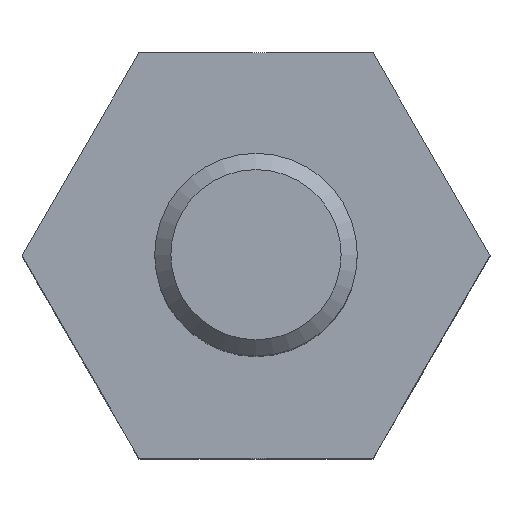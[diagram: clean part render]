
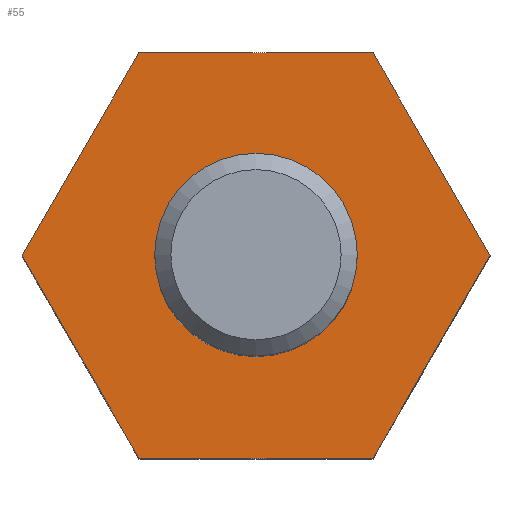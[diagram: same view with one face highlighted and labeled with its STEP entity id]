
A CAD part, top view. The second image highlights one B-rep face of the part: STEP entity #55.
In plain terms, the highlighted planar face has unit normal (0, 0, 1).
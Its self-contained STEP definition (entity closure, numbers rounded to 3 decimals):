
#55 = ADVANCED_FACE( '', ( #128, #129 ), #130, .T. );
#128 = FACE_BOUND( '', #222, .T. );
#129 = FACE_OUTER_BOUND( '', #223, .T. );
#130 = PLANE( '', #224 );
#222 = EDGE_LOOP( '', ( #316 ) );
#223 = EDGE_LOOP( '', ( #317, #318, #319, #320, #321, #322 ) );
#224 = AXIS2_PLACEMENT_3D( '', #323, #324, #325 );
#316 = ORIENTED_EDGE( '', *, *, #487, .T. );
#317 = ORIENTED_EDGE( '', *, *, #489, .T. );
#318 = ORIENTED_EDGE( '', *, *, #490, .T. );
#319 = ORIENTED_EDGE( '', *, *, #491, .T. );
#320 = ORIENTED_EDGE( '', *, *, #492, .T. );
#321 = ORIENTED_EDGE( '', *, *, #493, .T. );
#322 = ORIENTED_EDGE( '', *, *, #494, .T. );
#323 = CARTESIAN_POINT( '', ( 0., 0., 7. ) );
#324 = DIRECTION( '', ( 0., 0., 1. ) );
#325 = DIRECTION( '', ( 1., 0., 0. ) );
#487 = EDGE_CURVE( '', #558, #558, #559, .F. );
#489 = EDGE_CURVE( '', #561, #562, #563, .T. );
#490 = EDGE_CURVE( '', #562, #564, #565, .T. );
#491 = EDGE_CURVE( '', #564, #566, #567, .T. );
#492 = EDGE_CURVE( '', #566, #568, #569, .T. );
#493 = EDGE_CURVE( '', #568, #570, #571, .T. );
#494 = EDGE_CURVE( '', #570, #561, #572, .T. );
#558 = VERTEX_POINT( '', #653 );
#559 = CIRCLE( '', #654, 1.104 );
#561 = VERTEX_POINT( '', #656 );
#562 = VERTEX_POINT( '', #657 );
#563 = LINE( '', #658, #659 );
#564 = VERTEX_POINT( '', #660 );
#565 = LINE( '', #661, #662 );
#566 = VERTEX_POINT( '', #663 );
#567 = LINE( '', #664, #665 );
#568 = VERTEX_POINT( '', #666 );
#569 = LINE( '', #667, #668 );
#570 = VERTEX_POINT( '', #669 );
#571 = LINE( '', #670, #671 );
#572 = LINE( '', #672, #673 );
#653 = CARTESIAN_POINT( '', ( 1.104, 0., 7. ) );
#654 = AXIS2_PLACEMENT_3D( '', #833, #834, #835 );
#656 = CARTESIAN_POINT( '', ( 1.443, 2.5, 7. ) );
#657 = CARTESIAN_POINT( '', ( -1.443, 2.5, 7. ) );
#658 = CARTESIAN_POINT( '', ( 1.443, 2.5, 7. ) );
#659 = VECTOR( '', #836, 1000. );
#660 = CARTESIAN_POINT( '', ( -2.887, 0., 7. ) );
#661 = CARTESIAN_POINT( '', ( -1.443, 2.5, 7. ) );
#662 = VECTOR( '', #837, 1000. );
#663 = CARTESIAN_POINT( '', ( -1.443, -2.5, 7. ) );
#664 = CARTESIAN_POINT( '', ( -2.887, 0., 7. ) );
#665 = VECTOR( '', #838, 1000. );
#666 = CARTESIAN_POINT( '', ( 1.443, -2.5, 7. ) );
#667 = CARTESIAN_POINT( '', ( -1.443, -2.5, 7. ) );
#668 = VECTOR( '', #839, 1000. );
#669 = CARTESIAN_POINT( '', ( 2.887, 0., 7. ) );
#670 = CARTESIAN_POINT( '', ( 1.443, -2.5, 7. ) );
#671 = VECTOR( '', #840, 1000. );
#672 = CARTESIAN_POINT( '', ( 2.887, 0., 7. ) );
#673 = VECTOR( '', #841, 1000. );
#833 = CARTESIAN_POINT( '', ( 0., 0., 7. ) );
#834 = DIRECTION( '', ( 0., 0., 1. ) );
#835 = DIRECTION( '', ( 1., 0., 0. ) );
#836 = DIRECTION( '', ( -1., 0., 0. ) );
#837 = DIRECTION( '', ( -0.5, -0.866, 0. ) );
#838 = DIRECTION( '', ( 0.5, -0.866, 0. ) );
#839 = DIRECTION( '', ( 1., 0., 0. ) );
#840 = DIRECTION( '', ( 0.5, 0.866, 0. ) );
#841 = DIRECTION( '', ( -0.5, 0.866, 0. ) );
